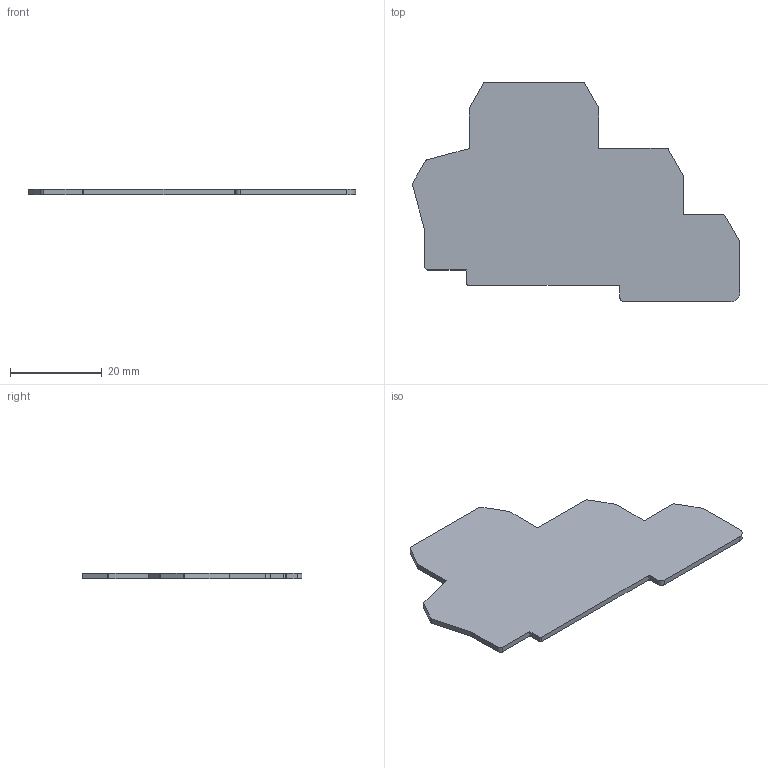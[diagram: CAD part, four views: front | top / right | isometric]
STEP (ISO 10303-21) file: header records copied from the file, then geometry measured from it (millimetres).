
FILE_DESCRIPTION (( 'STEP AP214' ), '1' );
FILE_NAME ('450149_NPP-PUK 2T_Grey.STP', '2013-11-15T06:30:14', ( 'arge' ), ( 'Microsoft' ), 'SwSTEP 2.0', 'SolidWorks 2013', '' );
FILE_SCHEMA (( 'AUTOMOTIVE_DESIGN' ));
Length unit declared in the file: millimetre
Products named in the file (1): 450149_NPP-PUK 2T_Grey
Bounding box: 71.4 x 48 x 1.2 mm (x, y, z)
Volume: 2777.5 mm3; surface area: 4893.6 mm2
Topology: 1 solids, 1 shells, 39 faces, 111 edges, 74 vertices
Faces by surface type: plane 23, cylinder 16
Entity records: 1740 total; most frequent: CARTESIAN_POINT 225, DIRECTION 223, ORIENTED_EDGE 222, EDGE_CURVE 111, LINE 79, VECTOR 79, VERTEX_POINT 74, AXIS2_PLACEMENT_3D 72
